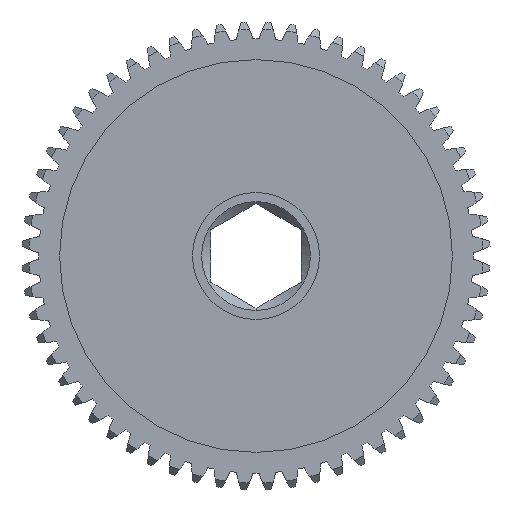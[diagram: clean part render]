
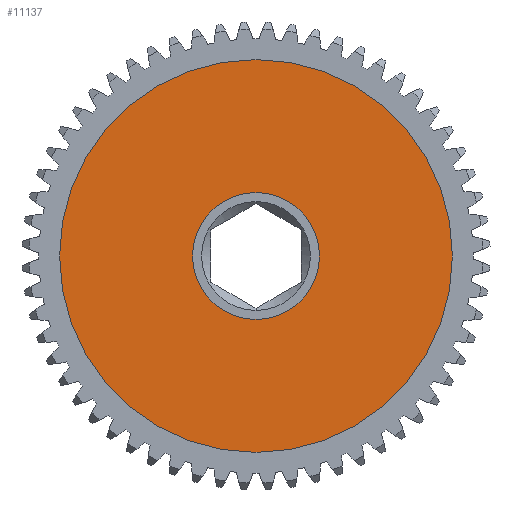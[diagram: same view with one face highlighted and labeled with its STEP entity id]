
A CAD part, left-side view. The second image highlights one B-rep face of the part: STEP entity #11137.
In plain terms, the highlighted planar face has unit normal (-1, 0, 0).
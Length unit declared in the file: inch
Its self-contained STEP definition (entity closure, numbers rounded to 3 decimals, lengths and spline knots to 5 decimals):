
#493 = AXIS2_PLACEMENT_3D ( 'NONE', #10533, #12795, #8554 ) ;
#593 = DIRECTION ( 'NONE',  ( 0., 0., -1. ) ) ;
#765 = DIRECTION ( 'NONE',  ( 1., 0., 0. ) ) ;
#1267 = EDGE_LOOP ( 'NONE', ( #5364, #3463 ) ) ;
#1292 = VERTEX_POINT ( 'NONE', #1563 ) ;
#1508 = CARTESIAN_POINT ( 'NONE',  ( 0.2, 0., 0.2625 ) ) ;
#1563 = CARTESIAN_POINT ( 'NONE',  ( 0.2, 0., -0.2625 ) ) ;
#2050 = VERTEX_POINT ( 'NONE', #12203 ) ;
#2636 = CIRCLE ( 'NONE', #12389, 0.2625 ) ;
#2967 = CARTESIAN_POINT ( 'NONE',  ( 0.2, 0., 0. ) ) ;
#3463 = ORIENTED_EDGE ( 'NONE', *, *, #4489, .T. ) ;
#3524 = EDGE_CURVE ( 'NONE', #1292, #5048, #2636, .T. ) ;
#3557 = AXIS2_PLACEMENT_3D ( 'NONE', #13391, #9449, #11261 ) ;
#4481 = AXIS2_PLACEMENT_3D ( 'NONE', #11415, #12311, #593 ) ;
#4489 = EDGE_CURVE ( 'NONE', #5048, #1292, #9523, .T. ) ;
#5048 = VERTEX_POINT ( 'NONE', #1508 ) ;
#5364 = ORIENTED_EDGE ( 'NONE', *, *, #3524, .T. ) ;
#5586 = CIRCLE ( 'NONE', #4481, 0.8125 ) ;
#6284 = FACE_BOUND ( 'NONE', #1267, .T. ) ;
#6347 = FACE_OUTER_BOUND ( 'NONE', #7513, .T. ) ;
#6989 = ORIENTED_EDGE ( 'NONE', *, *, #9640, .F. ) ;
#7081 = DIRECTION ( 'NONE',  ( 0., 0., -1. ) ) ;
#7276 = AXIS2_PLACEMENT_3D ( 'NONE', #7286, #765, #7081 ) ;
#7286 = CARTESIAN_POINT ( 'NONE',  ( 0.2, 0., 0. ) ) ;
#7513 = EDGE_LOOP ( 'NONE', ( #6989, #12426 ) ) ;
#8439 = DIRECTION ( 'NONE',  ( 0., 0., -1. ) ) ;
#8554 = DIRECTION ( 'NONE',  ( 0., 0., -1. ) ) ;
#9351 = DIRECTION ( 'NONE',  ( 1., 0., 0. ) ) ;
#9449 = DIRECTION ( 'NONE',  ( 1., 0., 0. ) ) ;
#9523 = CIRCLE ( 'NONE', #3557, 0.2625 ) ;
#9640 = EDGE_CURVE ( 'NONE', #2050, #10396, #12575, .T. ) ;
#10396 = VERTEX_POINT ( 'NONE', #11284 ) ;
#10533 = CARTESIAN_POINT ( 'NONE',  ( 0.2, 0., 0. ) ) ;
#11137 = ADVANCED_FACE ( 'NONE', ( #6284, #6347 ), #11697, .T. ) ;
#11261 = DIRECTION ( 'NONE',  ( 0., 0., -1. ) ) ;
#11284 = CARTESIAN_POINT ( 'NONE',  ( 0.2, 0., -0.8125 ) ) ;
#11415 = CARTESIAN_POINT ( 'NONE',  ( 0.2, 0., 0. ) ) ;
#11697 = PLANE ( 'NONE',  #493 ) ;
#12203 = CARTESIAN_POINT ( 'NONE',  ( 0.2, 0., 0.8125 ) ) ;
#12311 = DIRECTION ( 'NONE',  ( 1., 0., 0. ) ) ;
#12389 = AXIS2_PLACEMENT_3D ( 'NONE', #2967, #9351, #8439 ) ;
#12426 = ORIENTED_EDGE ( 'NONE', *, *, #12686, .F. ) ;
#12575 = CIRCLE ( 'NONE', #7276, 0.8125 ) ;
#12686 = EDGE_CURVE ( 'NONE', #10396, #2050, #5586, .T. ) ;
#12795 = DIRECTION ( 'NONE',  ( -1., 0., 0. ) ) ;
#13391 = CARTESIAN_POINT ( 'NONE',  ( 0.2, 0., 0. ) ) ;
